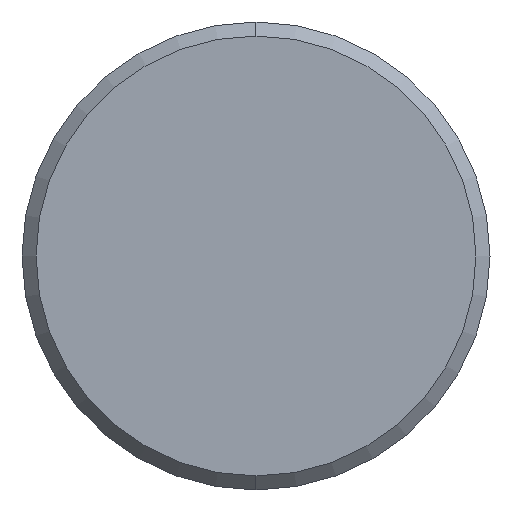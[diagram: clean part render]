
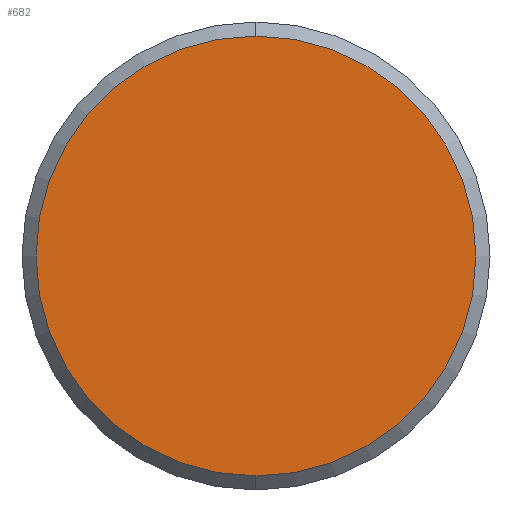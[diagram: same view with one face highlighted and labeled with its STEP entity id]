
A CAD part, left-side view. The second image highlights one B-rep face of the part: STEP entity #682.
In plain terms, the highlighted planar face has unit normal (-1, 0, 0).
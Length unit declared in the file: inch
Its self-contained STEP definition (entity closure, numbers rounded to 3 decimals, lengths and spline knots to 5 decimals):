
#22 = VERTEX_POINT ( 'NONE', #338 ) ;
#97 = DIRECTION ( 'NONE',  ( 0., 0., -1. ) ) ;
#100 = DIRECTION ( 'NONE',  ( 1., 0., 0. ) ) ;
#104 = CARTESIAN_POINT ( 'NONE',  ( -1.65354, 0., 0. ) ) ;
#152 = EDGE_CURVE ( 'NONE', #22, #580, #290, .T. ) ;
#153 = DIRECTION ( 'NONE',  ( 1., 0., 0. ) ) ;
#160 = AXIS2_PLACEMENT_3D ( 'NONE', #104, #100, #97 ) ;
#227 = EDGE_CURVE ( 'NONE', #580, #22, #411, .T. ) ;
#272 = PLANE ( 'NONE',  #341 ) ;
#274 = ORIENTED_EDGE ( 'NONE', *, *, #227, .F. ) ;
#288 = DIRECTION ( 'NONE',  ( 0., 0., -1. ) ) ;
#290 = CIRCLE ( 'NONE', #700, 0.18504 ) ;
#306 = DIRECTION ( 'NONE',  ( 0., 0., 1. ) ) ;
#309 = DIRECTION ( 'NONE',  ( -1., 0., 0. ) ) ;
#312 = CARTESIAN_POINT ( 'NONE',  ( -1.65354, 0.09252, 0. ) ) ;
#338 = CARTESIAN_POINT ( 'NONE',  ( -1.65354, 0., 0.18504 ) ) ;
#341 = AXIS2_PLACEMENT_3D ( 'NONE', #312, #309, #306 ) ;
#383 = CARTESIAN_POINT ( 'NONE',  ( -1.65354, 0., 0. ) ) ;
#411 = CIRCLE ( 'NONE', #160, 0.18504 ) ;
#490 = EDGE_LOOP ( 'NONE', ( #274, #525 ) ) ;
#511 = FACE_OUTER_BOUND ( 'NONE', #490, .T. ) ;
#520 = CARTESIAN_POINT ( 'NONE',  ( -1.65354, 0., -0.18504 ) ) ;
#525 = ORIENTED_EDGE ( 'NONE', *, *, #152, .F. ) ;
#580 = VERTEX_POINT ( 'NONE', #520 ) ;
#682 = ADVANCED_FACE ( 'NONE', ( #511 ), #272, .T. ) ;
#700 = AXIS2_PLACEMENT_3D ( 'NONE', #383, #153, #288 ) ;
